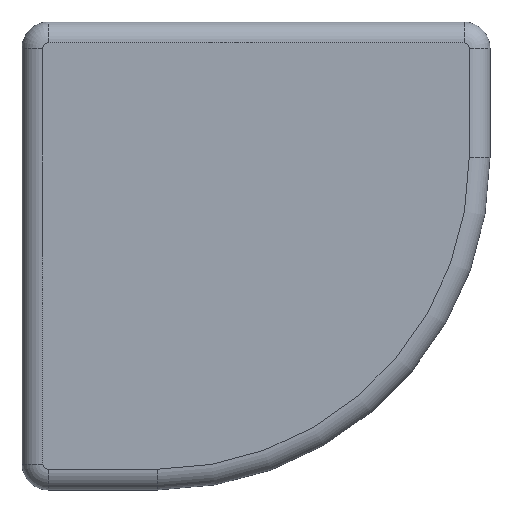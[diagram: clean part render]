
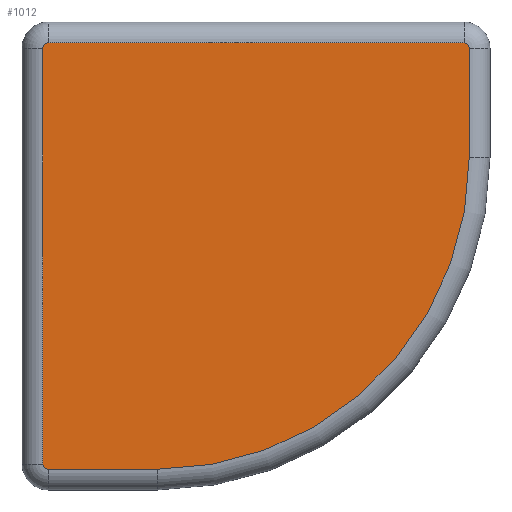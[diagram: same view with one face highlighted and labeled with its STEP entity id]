
A CAD part, front view. The second image highlights one B-rep face of the part: STEP entity #1012.
In plain terms, the highlighted planar face has unit normal (0, -1, 0).
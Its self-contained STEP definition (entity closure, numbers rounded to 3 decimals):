
#93 = VERTEX_POINT ( 'NONE', #364 ) ;
#140 = EDGE_CURVE ( 'NONE', #93, #1011, #411, .T. ) ;
#364 = CARTESIAN_POINT ( 'NONE',  ( 20., 0., 20.5 ) ) ;
#400 = DIRECTION ( 'NONE',  ( 0., 0., -1. ) ) ;
#401 = DIRECTION ( 'NONE',  ( 0., 1., 0. ) ) ;
#402 = AXIS2_PLACEMENT_3D ( 'NONE', #405, #401, #400 ) ;
#405 = CARTESIAN_POINT ( 'NONE',  ( 20., 0., 20. ) ) ;
#411 = CIRCLE ( 'NONE', #402, 0.5 ) ;
#518 = CARTESIAN_POINT ( 'NONE',  ( -22.5, 0., -22.5 ) ) ;
#544 = CARTESIAN_POINT ( 'NONE',  ( -22.5, 0., 20.5 ) ) ;
#545 = DIRECTION ( 'NONE',  ( 0., 0., -1. ) ) ;
#546 = DIRECTION ( 'NONE',  ( 0., -1., 0. ) ) ;
#554 = AXIS2_PLACEMENT_3D ( 'NONE', #518, #546, #545 ) ;
#555 = CARTESIAN_POINT ( 'NONE',  ( 20.5, 0., 20. ) ) ;
#556 = PLANE ( 'NONE',  #554 ) ;
#557 = FACE_OUTER_BOUND ( 'NONE', #1018, .T. ) ;
#578 = DIRECTION ( 'NONE',  ( 0., 0., -1. ) ) ;
#579 = DIRECTION ( 'NONE',  ( 0., 1., 0. ) ) ;
#580 = CARTESIAN_POINT ( 'NONE',  ( -20., 0., 20. ) ) ;
#583 = DIRECTION ( 'NONE',  ( 0., 0., -1. ) ) ;
#584 = VECTOR ( 'NONE', #583, 1000. ) ;
#585 = LINE ( 'NONE', #588, #584 ) ;
#586 = CIRCLE ( 'NONE', #599, 0.5 ) ;
#587 = CARTESIAN_POINT ( 'NONE',  ( -20.5, 0., 20. ) ) ;
#588 = CARTESIAN_POINT ( 'NONE',  ( -20.5, 0., -22.5 ) ) ;
#591 = CARTESIAN_POINT ( 'NONE',  ( -20.5, 0., -20. ) ) ;
#592 = CARTESIAN_POINT ( 'NONE',  ( -20., 0., 20.5 ) ) ;
#593 = DIRECTION ( 'NONE',  ( -1., 0., 0. ) ) ;
#594 = VECTOR ( 'NONE', #593, 1000. ) ;
#595 = LINE ( 'NONE', #544, #594 ) ;
#599 = AXIS2_PLACEMENT_3D ( 'NONE', #580, #579, #578 ) ;
#661 = DIRECTION ( 'NONE',  ( 0., 0., -1. ) ) ;
#662 = DIRECTION ( 'NONE',  ( 0., 1., 0. ) ) ;
#665 = CIRCLE ( 'NONE', #674, 0.5 ) ;
#674 = AXIS2_PLACEMENT_3D ( 'NONE', #675, #662, #661 ) ;
#675 = CARTESIAN_POINT ( 'NONE',  ( -20., 0., -20. ) ) ;
#704 = LINE ( 'NONE', #748, #747 ) ;
#719 = CARTESIAN_POINT ( 'NONE',  ( -20., 0., -20.5 ) ) ;
#722 = DIRECTION ( 'NONE',  ( 0., 0., 1. ) ) ;
#723 = CARTESIAN_POINT ( 'NONE',  ( 20.5, 0., 22.5 ) ) ;
#729 = LINE ( 'NONE', #723, #771 ) ;
#731 = CARTESIAN_POINT ( 'NONE',  ( -9.5, 0., -20.5 ) ) ;
#746 = DIRECTION ( 'NONE',  ( 1., 0., 0. ) ) ;
#747 = VECTOR ( 'NONE', #746, 1000. ) ;
#748 = CARTESIAN_POINT ( 'NONE',  ( -9.5, 0., -20.5 ) ) ;
#771 = VECTOR ( 'NONE', #722, 1000. ) ;
#782 = CARTESIAN_POINT ( 'NONE',  ( 20.5, 0., 9.5 ) ) ;
#787 = CARTESIAN_POINT ( 'NONE',  ( -9.5, 0., 9.5 ) ) ;
#796 = CIRCLE ( 'NONE', #801, 30. ) ;
#801 = AXIS2_PLACEMENT_3D ( 'NONE', #787, #849, #848 ) ;
#848 = DIRECTION ( 'NONE',  ( 0., 0., -1. ) ) ;
#849 = DIRECTION ( 'NONE',  ( 0., -1., 0. ) ) ;
#1011 = VERTEX_POINT ( 'NONE', #555 ) ;
#1012 = ADVANCED_FACE ( 'NONE', ( #557 ), #556, .T. ) ;
#1018 = EDGE_LOOP ( 'NONE', ( #1021, #1026, #1031, #1032, #1023, #1072, #1146, #1122 ) ) ;
#1020 = EDGE_CURVE ( 'NONE', #93, #1024, #595, .T. ) ;
#1021 = ORIENTED_EDGE ( 'NONE', *, *, #140, .F. ) ;
#1023 = ORIENTED_EDGE ( 'NONE', *, *, #1088, .F. ) ;
#1024 = VERTEX_POINT ( 'NONE', #592 ) ;
#1025 = EDGE_CURVE ( 'NONE', #1033, #1028, #585, .T. ) ;
#1026 = ORIENTED_EDGE ( 'NONE', *, *, #1020, .T. ) ;
#1028 = VERTEX_POINT ( 'NONE', #591 ) ;
#1030 = EDGE_CURVE ( 'NONE', #1033, #1024, #586, .T. ) ;
#1031 = ORIENTED_EDGE ( 'NONE', *, *, #1030, .F. ) ;
#1032 = ORIENTED_EDGE ( 'NONE', *, *, #1025, .T. ) ;
#1033 = VERTEX_POINT ( 'NONE', #587 ) ;
#1072 = ORIENTED_EDGE ( 'NONE', *, *, #1112, .T. ) ;
#1088 = EDGE_CURVE ( 'NONE', #1093, #1028, #665, .T. ) ;
#1093 = VERTEX_POINT ( 'NONE', #719 ) ;
#1112 = EDGE_CURVE ( 'NONE', #1093, #1141, #704, .T. ) ;
#1122 = ORIENTED_EDGE ( 'NONE', *, *, #1138, .T. ) ;
#1138 = EDGE_CURVE ( 'NONE', #1164, #1011, #729, .T. ) ;
#1141 = VERTEX_POINT ( 'NONE', #731 ) ;
#1146 = ORIENTED_EDGE ( 'NONE', *, *, #1163, .T. ) ;
#1163 = EDGE_CURVE ( 'NONE', #1141, #1164, #796, .T. ) ;
#1164 = VERTEX_POINT ( 'NONE', #782 ) ;
